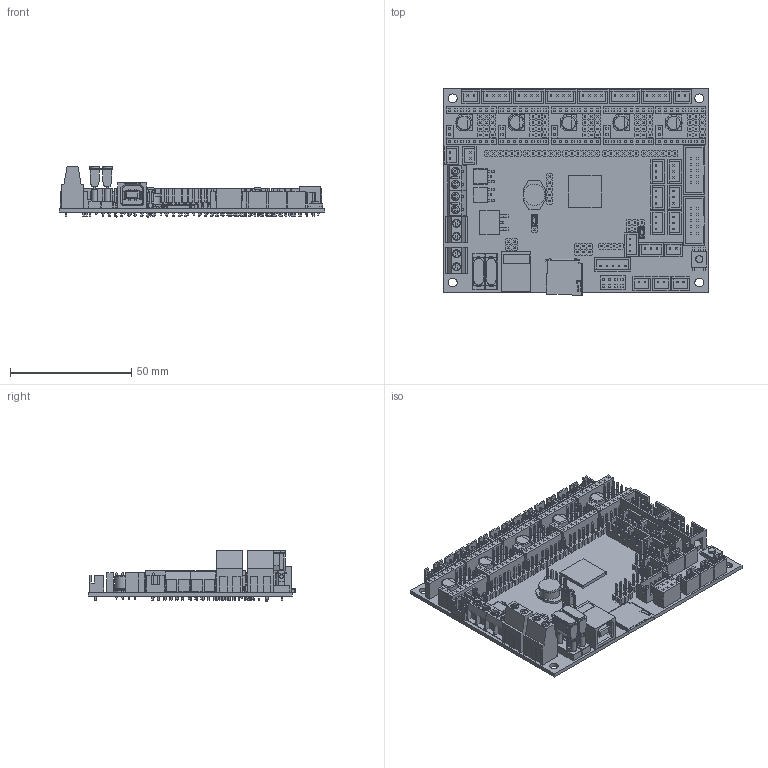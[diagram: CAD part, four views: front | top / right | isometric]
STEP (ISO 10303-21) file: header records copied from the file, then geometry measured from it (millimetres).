
FILE_DESCRIPTION(/* description */ (''),/* implementation_level */ '2;1');
FILE_NAME(/* name */ 'BTT_SKR_V1.4 v13.step',/* time_stamp */ '2020-05-21T15:54:41+02:00',/* author */ (''),/* organization */ (''),/* preprocessor_version */ 'ST-DEVELOPER v18.1',/* originating_system */ 'Autodesk Translation Framework v9.3.0.1241',/* authorisation */ '');
FILE_SCHEMA (('AUTOMOTIVE_DESIGN { 1 0 10303 214 3 1 1 }'));
Products named in the file (34): BTT_SKR_V1.4; Main board; Main CPU; Power FeT 1 v4; Reset button v2; USB socket v6; Micro SD card slot v3; PCB fuse 10 amp V2 v3; PCB fuse 20 amp V2 v1; driver_comp; JST XH 5 v3; wifi_socket; Inductance; 10 pin male socket v2; Power FeT 2 v4; 2 pole terminal block v7 v7; 3 PIN HEADER blk v1; blk power terminal v3; Pin header jumper v5; 3 PIN HEADER v2; JST XH 3 v3; 2 PIN HEADER blk v2; driver_comp_1; driver_comp_2; driver_comp_3; driver_comp_4; stepper socket v7; Elco100_35 v3; 2 PIN HEADER v2; JST XH 4 v3; JST XH 2 v3; 6 PIN HEADER v2 (1); 4 PIN HEADER v2; 5 PIN HEADER v2
Assembly tree (99 placements, depth 3):
  BTT_SKR_V1.4
    Main board
    Main CPU
    10 pin male socket v2  x2
    JST XH 2 v3  x8
    JST XH 4 v3  x6
    JST XH 3 v3  x8
    Power FeT 2 v4  x2
    Power FeT 1 v4
    Reset button v2
    USB socket v6
    2 pole terminal block v7 v7  x2
    Pin header jumper v5  x2
    3 PIN HEADER v2  x2
    3 PIN HEADER blk v1  x2
    Micro SD card slot v3
    blk power terminal v3  x2
    PCB fuse 10 amp V2 v3
    PCB fuse 20 amp V2 v1
    2 PIN HEADER blk v2  x4
    4 PIN HEADER v2  x2
    driver_comp
      stepper socket v7
      2 PIN HEADER v2  x4
      Elco100_35 v3
      4 PIN HEADER v2
    6 PIN HEADER v2 (1)  x5
    JST XH 5 v3
    wifi_socket
    Inductance
    driver_comp_1
      stepper socket v7
      2 PIN HEADER v2  x4
      Elco100_35 v3
      4 PIN HEADER v2
    driver_comp_2
      stepper socket v7
      2 PIN HEADER v2  x4
      Elco100_35 v3
      4 PIN HEADER v2
    driver_comp_3
      stepper socket v7
      2 PIN HEADER v2  x4
      Elco100_35 v3
      4 PIN HEADER v2
    driver_comp_4
      stepper socket v7
      2 PIN HEADER v2  x4
      Elco100_35 v3
      4 PIN HEADER v2
    5 PIN HEADER v2
Bounding box: 109.67 x 85.61 x 20.97 mm (x, y, z)
Volume: 34789.6 mm3; surface area: 61479.7 mm2
Topology: 120 solids, 120 shells, 7504 faces, 18283 edges, 11463 vertices
Faces by surface type: plane 7280, cylinder 186, torus 26, bspline 6, sphere 4, cone 2
Full cylindrical faces by diameter (mm): 1 x4, 1.4 x4, 3 x5, 3.01 x1, 3.057 x4, 3.3 x4, 3.4 x4, 3.6 x4, 5.9 x5, 6.3 x10, 8.062 x1, 8.785 x1
Entity records: 66656 total; most frequent: CARTESIAN_POINT 11642, ORIENTED_EDGE 10926, DIRECTION 10375, EDGE_CURVE 5463, LINE 5079, VECTOR 5079, VERTEX_POINT 3474, AXIS2_PLACEMENT_3D 2648
